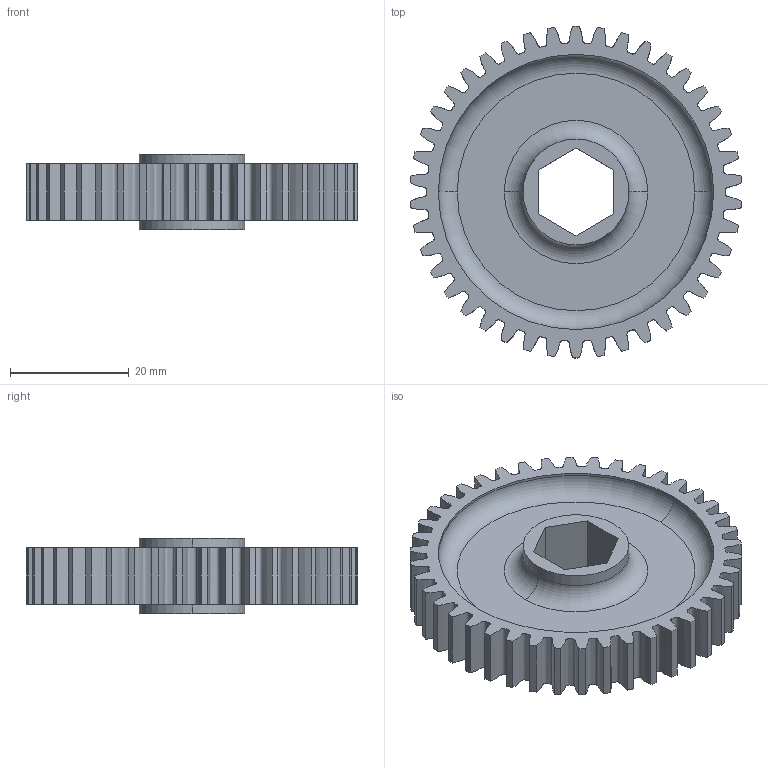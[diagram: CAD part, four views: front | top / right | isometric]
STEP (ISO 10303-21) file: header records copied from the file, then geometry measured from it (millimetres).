
FILE_DESCRIPTION (( 'STEP AP214' ), '1' );
FILE_NAME ('WCP-0178 Rev1.STEP', '2019-12-24T17:46:58', ( '' ), ( '' ), 'SwSTEP 2.0', 'SolidWorks 2018', '' );
FILE_SCHEMA (( 'AUTOMOTIVE_DESIGN' ));
Length unit declared in the file: inch
Products named in the file (1): WCP-0178 Rev1
Bounding box: 55.8 x 55.88 x 12.65 mm (x, y, z)
Volume: 11268.4 mm3; surface area: 9031.6 mm2
Topology: 1 solids, 1 shells, 112 faces, 310 edges, 204 vertices
Faces by surface type: cylinder 50, bspline 42, plane 12, torus 8
Entity records: 17174 total; most frequent: CARTESIAN_POINT 14445, ORIENTED_EDGE 620, DIRECTION 484, EDGE_CURVE 310, VERTEX_POINT 204, AXIS2_PLACEMENT_3D 187, EDGE_LOOP 118, CIRCLE 116
